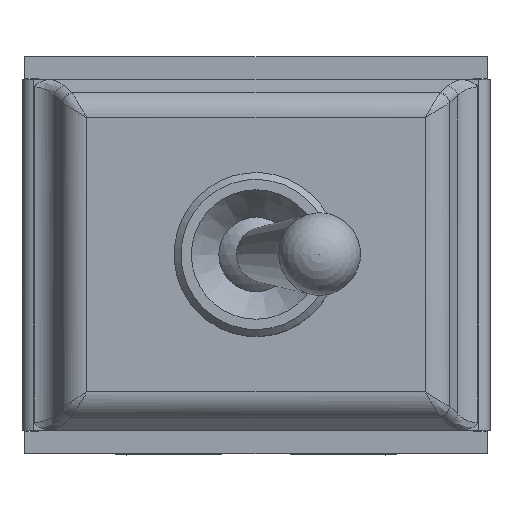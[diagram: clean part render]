
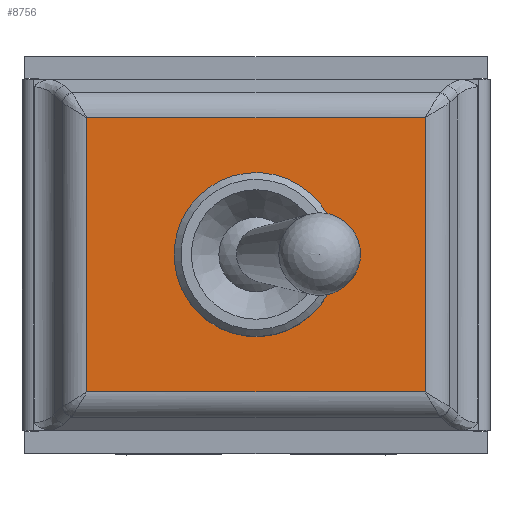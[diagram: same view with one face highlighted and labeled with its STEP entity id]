
A CAD part, top view. The second image highlights one B-rep face of the part: STEP entity #8756.
In plain terms, the highlighted planar face has unit normal (0, 0, 1).
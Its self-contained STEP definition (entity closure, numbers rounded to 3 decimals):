
#110=FACE_BOUND('',#1432,.T.);
#451=PLANE('',#9528);
#907=FACE_OUTER_BOUND('',#1431,.T.);
#1431=EDGE_LOOP('',(#7789,#7790,#7791,#7792));
#1432=EDGE_LOOP('',(#7793,#7794,#7795,#7796));
#1642=LINE('',#12708,#2527);
#1646=LINE('',#12718,#2531);
#1647=LINE('',#12725,#2532);
#2218=LINE('',#14228,#3103);
#2254=LINE('',#14340,#3139);
#2281=LINE('',#14635,#3166);
#2286=LINE('',#14734,#3171);
#2527=VECTOR('',#10086,10.);
#2531=VECTOR('',#10092,10.);
#2532=VECTOR('',#10095,10.);
#3103=VECTOR('',#11476,10.);
#3139=VECTOR('',#11566,10.);
#3166=VECTOR('',#11665,10.);
#3171=VECTOR('',#11690,10.);
#3383=CIRCLE('',#9024,5.953);
#3760=VERTEX_POINT('',#12706);
#3761=VERTEX_POINT('',#12707);
#3763=VERTEX_POINT('',#12716);
#3765=VERTEX_POINT('',#12724);
#4255=VERTEX_POINT('',#14218);
#4256=VERTEX_POINT('',#14227);
#4287=VERTEX_POINT('',#14329);
#4289=VERTEX_POINT('',#14339);
#4637=EDGE_CURVE('',#3760,#3761,#1642,.T.);
#4642=EDGE_CURVE('',#3761,#3763,#1646,.T.);
#4644=EDGE_CURVE('',#3765,#3760,#1647,.T.);
#4647=EDGE_CURVE('',#3763,#3765,#3383,.T.);
#5371=EDGE_CURVE('',#4255,#4256,#2218,.T.);
#5424=EDGE_CURVE('',#4289,#4287,#2254,.T.);
#5474=EDGE_CURVE('',#4256,#4287,#2281,.T.);
#5486=EDGE_CURVE('',#4255,#4289,#2286,.T.);
#7789=ORIENTED_EDGE('',*,*,#5474,.F.);
#7790=ORIENTED_EDGE('',*,*,#5371,.F.);
#7791=ORIENTED_EDGE('',*,*,#5486,.T.);
#7792=ORIENTED_EDGE('',*,*,#5424,.T.);
#7793=ORIENTED_EDGE('',*,*,#4647,.T.);
#7794=ORIENTED_EDGE('',*,*,#4644,.T.);
#7795=ORIENTED_EDGE('',*,*,#4637,.T.);
#7796=ORIENTED_EDGE('',*,*,#4642,.T.);
#8756=ADVANCED_FACE('',(#907,#110),#451,.T.);
#9024=AXIS2_PLACEMENT_3D('',#12729,#10101,#10102);
#9528=AXIS2_PLACEMENT_3D('',#14871,#11764,#11765);
#10086=DIRECTION('',(0.,-1.,0.));
#10092=DIRECTION('',(1.,0.,0.));
#10095=DIRECTION('',(-1.,0.,0.));
#10101=DIRECTION('center_axis',(0.,0.,
-1.));
#10102=DIRECTION('ref_axis',(-1.,0.,0.));
#11476=DIRECTION('',(0.,-1.,0.));
#11566=DIRECTION('',(0.,-1.,0.));
#11665=DIRECTION('',(-1.,0.,0.));
#11690=DIRECTION('',(-1.,0.,0.));
#11764=DIRECTION('center_axis',(0.,0.,
1.));
#11765=DIRECTION('ref_axis',(-1.,0.,0.));
#12706=CARTESIAN_POINT('',(4.847,0.95,14.1));
#12707=CARTESIAN_POINT('',(4.847,-0.85,14.1));
#12708=CARTESIAN_POINT('',(4.847,0.5,14.1));
#12716=CARTESIAN_POINT('',(5.885,-0.85,14.1));
#12718=CARTESIAN_POINT('',(2.423,-0.85,14.1));
#12724=CARTESIAN_POINT('',(5.885,0.95,14.1));
#12725=CARTESIAN_POINT('',(2.942,0.95,14.1));
#12729=CARTESIAN_POINT('Origin',(0.,0.05,
14.1));
#14218=CARTESIAN_POINT('',(12.281,10.012,14.1));
#14227=CARTESIAN_POINT('',(12.281,-9.912,14.1));
#14228=CARTESIAN_POINT('',(12.281,0.05,14.1));
#14329=CARTESIAN_POINT('',(-12.281,-9.912,14.1));
#14339=CARTESIAN_POINT('',(-12.281,10.012,14.1));
#14340=CARTESIAN_POINT('',(-12.281,0.05,14.1));
#14635=CARTESIAN_POINT('',(0.,-9.912,14.1));
#14734=CARTESIAN_POINT('',(0.,10.012,14.1));
#14871=CARTESIAN_POINT('Origin',(12.281,0.05,14.1));
